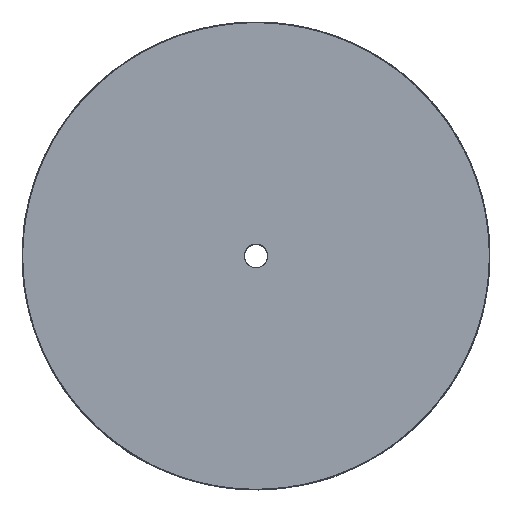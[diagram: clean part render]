
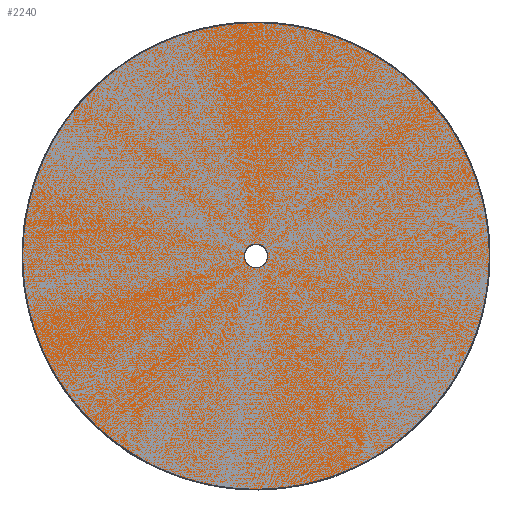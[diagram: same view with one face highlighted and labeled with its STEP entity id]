
A CAD part, top view. The second image highlights one B-rep face of the part: STEP entity #2240.
In plain terms, the highlighted planar face has unit normal (0, 0, 1).
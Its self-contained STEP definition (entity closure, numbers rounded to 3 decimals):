
#61=FACE_BOUND('',#616,.T.);
#108=PLANE('',#2431);
#448=FACE_OUTER_BOUND('',#615,.T.);
#615=EDGE_LOOP('',(#1617));
#616=EDGE_LOOP('',(#1618));
#818=CIRCLE('',#2420,8.);
#822=CIRCLE('',#2430,0.4);
#1005=VERTEX_POINT('',#3665);
#1009=VERTEX_POINT('',#3740);
#1236=EDGE_CURVE('',#1005,#1005,#818,.T.);
#1242=EDGE_CURVE('',#1009,#1009,#822,.T.);
#1617=ORIENTED_EDGE('',*,*,#1236,.T.);
#1618=ORIENTED_EDGE('',*,*,#1242,.T.);
#2240=ADVANCED_FACE('',(#448,#61),#108,.T.);
#2420=AXIS2_PLACEMENT_3D('',#3666,#2780,#2781);
#2430=AXIS2_PLACEMENT_3D('',#3741,#2801,#2802);
#2431=AXIS2_PLACEMENT_3D('',#3742,#2803,#2804);
#2780=DIRECTION('center_axis',(0.,0.,1.));
#2781=DIRECTION('ref_axis',(1.,0.,0.));
#2801=DIRECTION('center_axis',(0.,0.,-1.));
#2802=DIRECTION('ref_axis',(1.,0.,0.));
#2803=DIRECTION('center_axis',(0.,0.,1.));
#2804=DIRECTION('ref_axis',(1.,0.,0.));
#3665=CARTESIAN_POINT('',(-8.,0.,0.));
#3666=CARTESIAN_POINT('Origin',(0.,0.,0.));
#3740=CARTESIAN_POINT('',(-0.4,0.,0.));
#3741=CARTESIAN_POINT('Origin',(0.,0.,0.));
#3742=CARTESIAN_POINT('Origin',(0.,0.,0.));
